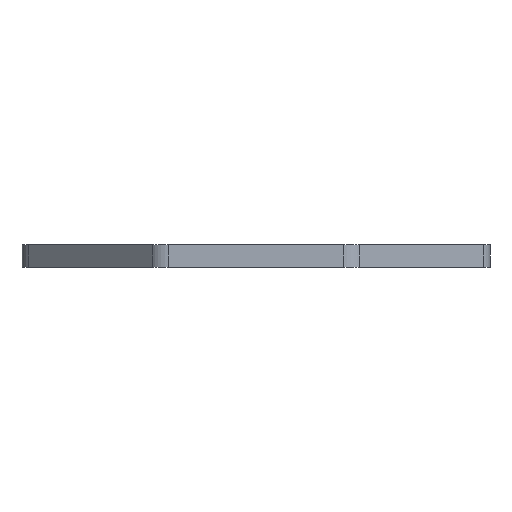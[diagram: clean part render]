
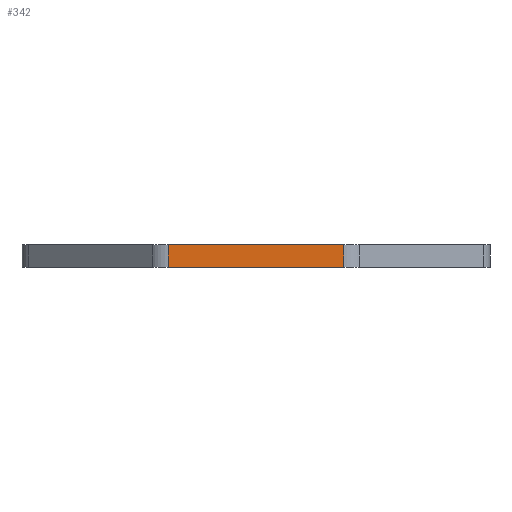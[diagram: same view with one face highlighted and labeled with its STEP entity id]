
A CAD part, front view. The second image highlights one B-rep face of the part: STEP entity #342.
In plain terms, the highlighted planar face has unit normal (0, -1, 0).
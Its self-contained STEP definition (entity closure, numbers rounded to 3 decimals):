
#322=AXIS2_PLACEMENT_3D('Plane Axis2P3D',#319,#320,#321) ;
#57=CARTESIAN_POINT('Vertex',(39.35,-105.,0.)) ;
#60=CARTESIAN_POINT('Line Origine',(0.,-105.,0.)) ;
#64=CARTESIAN_POINT('Vertex',(-39.35,-105.,0.)) ;
#304=CARTESIAN_POINT('Vertex',(39.35,-105.,10.)) ;
#307=CARTESIAN_POINT('Line Origine',(39.35,-105.,5.)) ;
#319=CARTESIAN_POINT('Axis2P3D Location',(43.492,-105.,0.)) ;
#324=CARTESIAN_POINT('Line Origine',(0.,-105.,10.)) ;
#328=CARTESIAN_POINT('Vertex',(-39.35,-105.,10.)) ;
#331=CARTESIAN_POINT('Line Origine',(-39.35,-105.,5.)) ;
#61=DIRECTION('Vector Direction',(-1.,0.,0.)) ;
#308=DIRECTION('Vector Direction',(0.,0.,1.)) ;
#320=DIRECTION('Axis2P3D Direction',(0.,1.,-0.)) ;
#321=DIRECTION('Axis2P3D XDirection',(-1.,0.,0.)) ;
#325=DIRECTION('Vector Direction',(-1.,0.,0.)) ;
#332=DIRECTION('Vector Direction',(0.,0.,1.)) ;
#62=VECTOR('Line Direction',#61,1.) ;
#309=VECTOR('Line Direction',#308,1.) ;
#326=VECTOR('Line Direction',#325,1.) ;
#333=VECTOR('Line Direction',#332,1.) ;
#337=ORIENTED_EDGE('',*,*,#311,.T.) ;
#338=ORIENTED_EDGE('',*,*,#330,.F.) ;
#339=ORIENTED_EDGE('',*,*,#335,.F.) ;
#340=ORIENTED_EDGE('',*,*,#66,.T.) ;
#342=ADVANCED_FACE('PartBody',(#341),#323,.F.) ;
#66=EDGE_CURVE('',#65,#58,#63,.F.) ;
#311=EDGE_CURVE('',#58,#305,#310,.T.) ;
#330=EDGE_CURVE('',#329,#305,#327,.F.) ;
#335=EDGE_CURVE('',#65,#329,#334,.T.) ;
#336=EDGE_LOOP('',(#337,#338,#339,#340)) ;
#341=FACE_OUTER_BOUND('',#336,.T.) ;
#63=LINE('Line',#60,#62) ;
#310=LINE('Line',#307,#309) ;
#327=LINE('Line',#324,#326) ;
#334=LINE('Line',#331,#333) ;
#323=PLANE('',#322) ;
#58=VERTEX_POINT('',#57) ;
#65=VERTEX_POINT('',#64) ;
#305=VERTEX_POINT('',#304) ;
#329=VERTEX_POINT('',#328) ;
